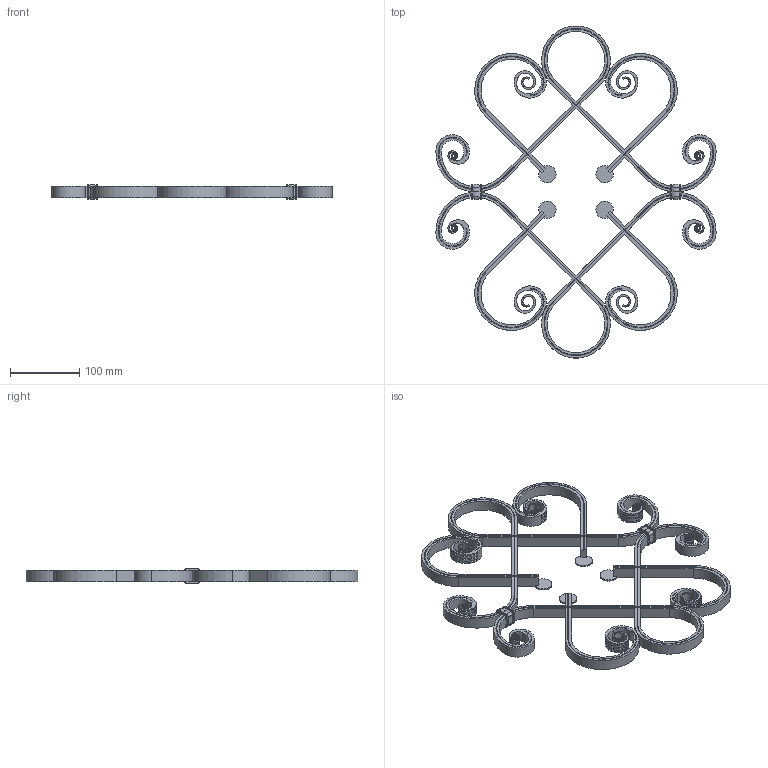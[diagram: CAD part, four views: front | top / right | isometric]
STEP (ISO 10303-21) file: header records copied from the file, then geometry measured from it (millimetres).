
FILE_DESCRIPTION (( 'STEP AP203' ), '1' );
FILE_NAME ('5016.STEP', '2023-11-23T08:58:51', ( '' ), ( '' ), 'SwSTEP 2.0', 'SolidWorks 2018', '' );
FILE_SCHEMA (( 'CONFIG_CONTROL_DESIGN' ));
Products named in the file (1): 5016
Bounding box: 405 x 479.62 x 22 mm (x, y, z)
Volume: 463556.1 mm3; surface area: 201081.8 mm2
Topology: 2 solids, 2 shells, 1096 faces, 3901 edges, 2810 vertices
Faces by surface type: plane 494, bspline 174, torus 168, cylinder 164, cone 96
Entity records: 59380 total; most frequent: CARTESIAN_POINT 28486, ORIENTED_EDGE 7802, DIRECTION 4855, EDGE_CURVE 3901, VERTEX_POINT 2810, AXIS2_PLACEMENT_3D 1731, B_SPLINE_CURVE_WITH_KNOTS 1692, LINE 1393
